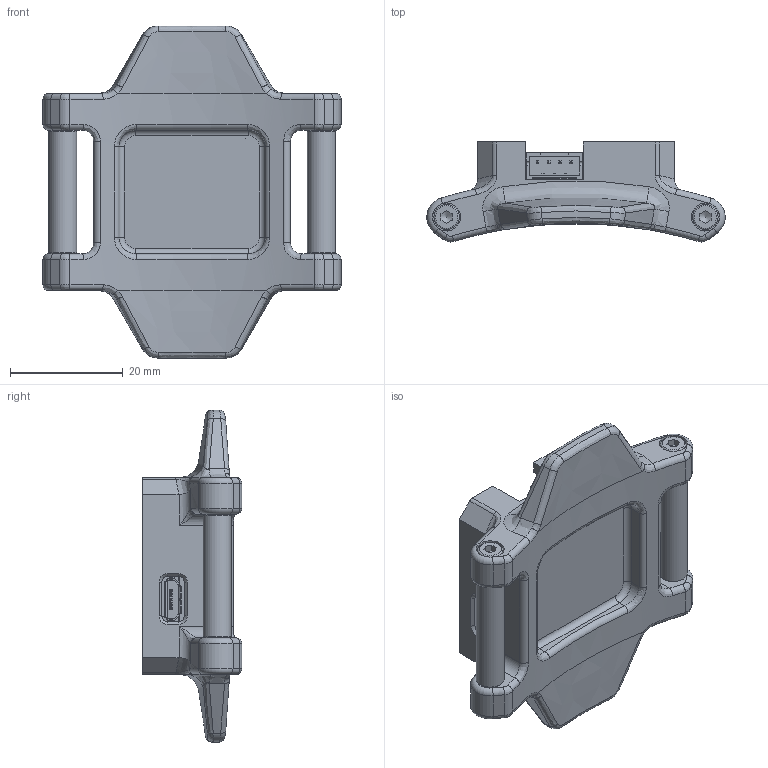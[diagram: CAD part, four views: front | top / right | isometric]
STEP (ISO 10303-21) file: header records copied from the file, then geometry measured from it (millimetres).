
FILE_DESCRIPTION(/* description */ (''),/* implementation_level */ '2;1');
FILE_NAME(/* name */ 'IMUTracker_assemble.stp',/* time_stamp */ '2019-11-18T22:43:59+09:00',/* author */ ('y6tada'),/* organization */ (''),/* preprocessor_version */ 'ST-DEVELOPER v17.2',/* originating_system */ 'Autodesk Inventor 2019',/* authorisation */ '');
FILE_SCHEMA (('AUTOMOTIVE_DESIGN { 1 0 10303 214 3 1 1 }'));
Products named in the file (35): IMUTracker_assemble; IMUTracker_casing_v2; IMUTracker; Board_Geoms; Pcb; PCB_Sketch; Step_Models; Top; C11_C_0603_5C47C8DF; U2_TSSOP_16_44x5mm_Pitch065mm_5C47CB0E; C1_C_0603_5C47C846; C2_C_0603_5C47C857; C3_C_0603_5C47C868; C4_C_0603_5C47C879; C6_C_0603_5C47C88A; C7_C_0603_5C47C89B; C8_C_0603_5C47C8AC; C9_C_0603_5C47C8BD; C10_C_0603_5C47C8CE; C12_C_0603_5C47C8F0; D1_C_0603_5C47C905; R1_R_0603_5C47CAA6; R2_R_0603_5C47CAB7; R3_R_0603_5C47CAC8; R4_R_0603_5C47CAD9; U1_SOT_23_5_5C47CAEE; U3_DFN-12-1EP_3x3mm_Pitch0.45mm_5C47CB2D; U4_SOIC-8_3.9x4.9mm_Pitch1.27mm_5C47CB4A; U5_QFN-24-1EP_3x3mm_Pitch0.4mm_5C47CB7A; C5_C_0603_5C47D793; J5_S04B_PH_K_5C57E076; J6_S04B_PH_K_5C57E0A6; J4_USB_Micro-B_Molex_47346-0001_5C544C86; AR-2622; ISO 4762 - M2.5 x 10
Assembly tree (38 placements, depth 5):
  IMUTracker_assemble
    IMUTracker_casing_v2
    IMUTracker
      Board_Geoms
        Pcb
        PCB_Sketch
      Step_Models
        Top
          C11_C_0603_5C47C8DF
          U2_TSSOP_16_44x5mm_Pitch065mm_5C47CB0E
          C1_C_0603_5C47C846
          C2_C_0603_5C47C857
          C3_C_0603_5C47C868
          C4_C_0603_5C47C879
          C6_C_0603_5C47C88A
          C7_C_0603_5C47C89B
          C8_C_0603_5C47C8AC
          C9_C_0603_5C47C8BD
          C10_C_0603_5C47C8CE
          C12_C_0603_5C47C8F0
          D1_C_0603_5C47C905
          R1_R_0603_5C47CAA6
          R2_R_0603_5C47CAB7
          R3_R_0603_5C47CAC8
          R4_R_0603_5C47CAD9
          U1_SOT_23_5_5C47CAEE
          U3_DFN-12-1EP_3x3mm_Pitch0.45mm_5C47CB2D
          U4_SOIC-8_3.9x4.9mm_Pitch1.27mm_5C47CB4A
          U5_QFN-24-1EP_3x3mm_Pitch0.4mm_5C47CB7A
          C5_C_0603_5C47D793
          J5_S04B_PH_K_5C57E076
          J6_S04B_PH_K_5C57E0A6
          J4_USB_Micro-B_Molex_47346-0001_5C544C86
    AR-2622  x2
    ISO 4762 - M2.5 x 10  x4
Bounding box: 52.97 x 17.73 x 59 mm (x, y, z)
Volume: 13901.8 mm3; surface area: 12965.9 mm2
Topology: 33 solids, 33 shells, 2603 faces, 7224 edges, 4699 vertices
Faces by surface type: plane 1821, cylinder 622, bspline 82, torus 42, cone 24, sphere 12
Full cylindrical faces by diameter (mm): 0.4 x32, 0.5 x3, 0.6 x1, 0.75 x8, 1.6 x4, 2.2 x4, 2.5 x4, 2.6 x2, 2.8 x4, 4.5 x4, 5 x6
Entity records: 87205 total; most frequent: CARTESIAN_POINT 17021, ORIENTED_EDGE 14148, DIRECTION 13532, EDGE_CURVE 7074, LINE 5374, VECTOR 5374, VERTEX_POINT 4604, AXIS2_PLACEMENT_3D 4079
